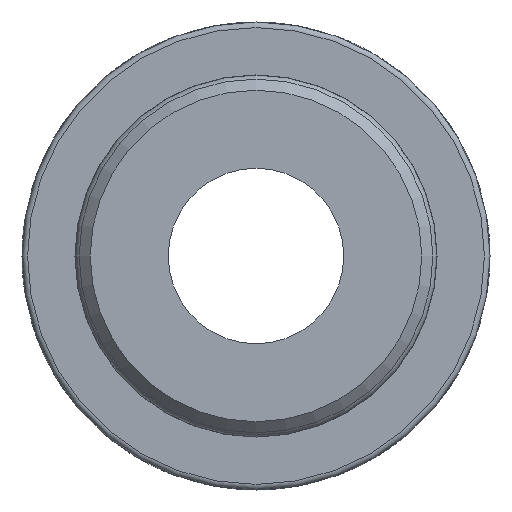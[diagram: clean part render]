
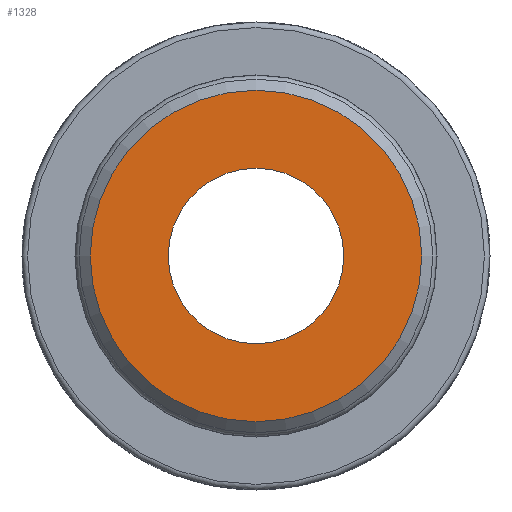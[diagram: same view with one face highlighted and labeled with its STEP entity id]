
A CAD part, left-side view. The second image highlights one B-rep face of the part: STEP entity #1328.
In plain terms, the highlighted planar face has unit normal (-1, 0, 0).
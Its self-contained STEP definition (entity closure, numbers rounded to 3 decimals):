
#67=FACE_BOUND('',#191,.T.);
#115=FACE_OUTER_BOUND('',#190,.T.);
#190=EDGE_LOOP('',(#948,#949));
#191=EDGE_LOOP('',(#950));
#403=CIRCLE('',#1417,7.874);
#428=CIRCLE('',#1456,14.875);
#429=CIRCLE('',#1457,14.875);
#511=VERTEX_POINT('',#2039);
#538=VERTEX_POINT('',#2118);
#539=VERTEX_POINT('',#2119);
#664=EDGE_CURVE('',#511,#511,#403,.T.);
#701=EDGE_CURVE('',#538,#539,#428,.T.);
#702=EDGE_CURVE('',#539,#538,#429,.T.);
#948=ORIENTED_EDGE('',*,*,#701,.F.);
#949=ORIENTED_EDGE('',*,*,#702,.F.);
#950=ORIENTED_EDGE('',*,*,#664,.T.);
#1282=PLANE('',#1455);
#1328=ADVANCED_FACE('',(#115,#67),#1282,.T.);
#1417=AXIS2_PLACEMENT_3D('',#2041,#1616,#1617);
#1455=AXIS2_PLACEMENT_3D('',#2117,#1704,#1705);
#1456=AXIS2_PLACEMENT_3D('',#2120,#1706,#1707);
#1457=AXIS2_PLACEMENT_3D('',#2121,#1708,#1709);
#1616=DIRECTION('center_axis',(1.,0.,0.));
#1617=DIRECTION('ref_axis',(0.,0.,-1.));
#1704=DIRECTION('center_axis',(-1.,0.,0.));
#1705=DIRECTION('ref_axis',(0.,0.,1.));
#1706=DIRECTION('center_axis',(1.,0.,0.));
#1707=DIRECTION('ref_axis',(0.,0.,-1.));
#1708=DIRECTION('center_axis',(1.,0.,0.));
#1709=DIRECTION('ref_axis',(0.,0.,-1.));
#2039=CARTESIAN_POINT('',(-60.,0.,7.874));
#2041=CARTESIAN_POINT('Origin',(-60.,0.,0.));
#2117=CARTESIAN_POINT('Origin',(-60.,14.875,0.));
#2118=CARTESIAN_POINT('',(-60.,14.875,0.));
#2119=CARTESIAN_POINT('',(-60.,-14.875,0.));
#2120=CARTESIAN_POINT('Origin',(-60.,0.,0.));
#2121=CARTESIAN_POINT('Origin',(-60.,0.,0.));
